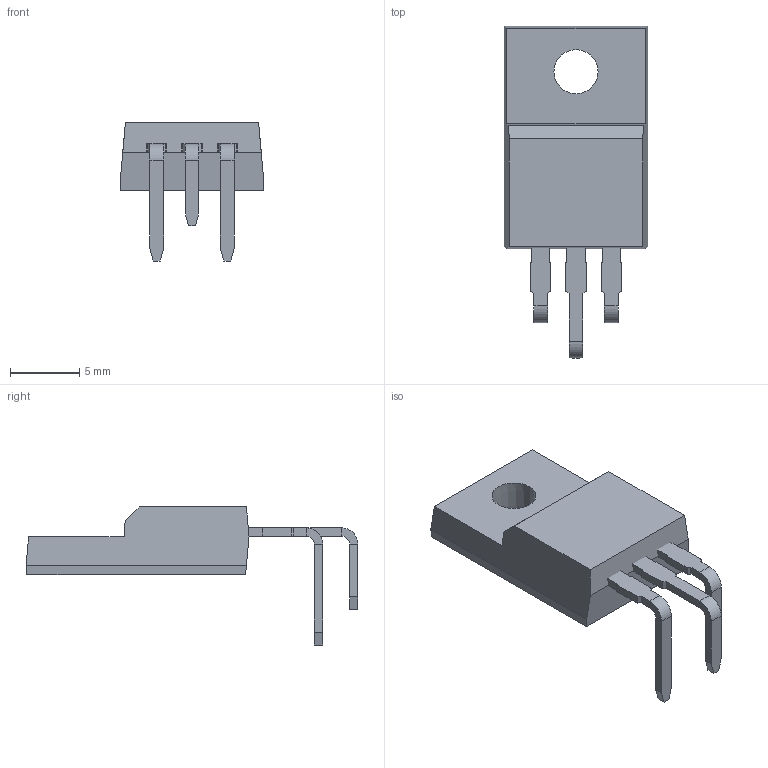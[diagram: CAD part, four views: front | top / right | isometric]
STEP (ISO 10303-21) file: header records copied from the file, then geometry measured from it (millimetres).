
FILE_DESCRIPTION(('STEP AP214'), '1');
FILE_NAME('TO-220F-HB', '2016-03-13T02:11:53', ('Nobody'), (''), 'ASCON STEP Converter 1.3', 'ASCON Math Kernel', '');
FILE_SCHEMA(('AUTOMOTIVE_DESIGN { 1 0 10303 214 3 1 1}'));
Length unit declared in the file: millimetre
Bounding box: 10.36 x 23.92 x 9.95 mm (x, y, z)
Volume: 628.7 mm3; surface area: 681.9 mm2
Topology: 4 solids, 4 shells, 92 faces, 226 edges, 142 vertices
Faces by surface type: plane 85, cylinder 6, cone 1
Entity records: 3433 total; most frequent: CARTESIAN_POINT 460, ORIENTED_EDGE 450, DIRECTION 425, EDGE_CURVE 225, LINE 211, VECTOR 211, VERTEX_POINT 142, AXIS2_PLACEMENT_3D 107
